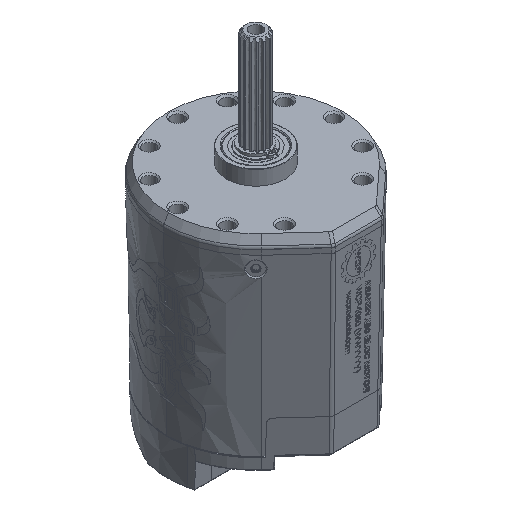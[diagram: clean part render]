
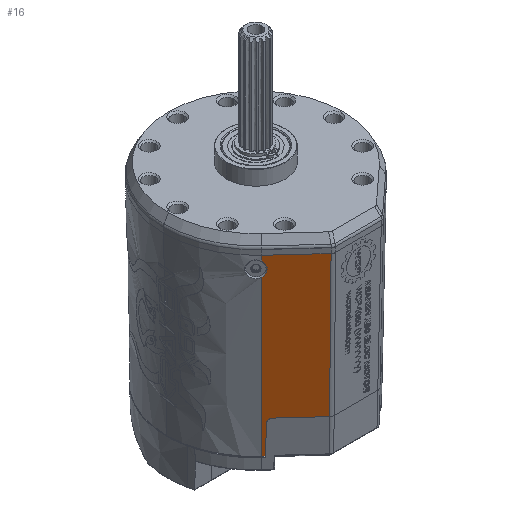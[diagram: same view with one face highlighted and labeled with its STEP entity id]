
A CAD part, isometric view. The second image highlights one B-rep face of the part: STEP entity #16.
In plain terms, the highlighted planar face has unit normal (-0.675, -0.737, -0.018).
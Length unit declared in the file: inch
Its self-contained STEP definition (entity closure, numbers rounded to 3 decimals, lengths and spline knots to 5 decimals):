
#16 = ADVANCED_FACE ( 'NONE', ( #68145 ), #136088, .T. ) ;
#1046 = ORIENTED_EDGE ( 'NONE', *, *, #69848, .T. ) ;
#1455 = CARTESIAN_POINT ( 'NONE',  ( -0.77636, -0.84725, -0.79689 ) ) ;
#1938 = CARTESIAN_POINT ( 'NONE',  ( -0.29838, -1.27498, -1.22996 ) ) ;
#4922 = VECTOR ( 'NONE', #57954, 39.37008 ) ;
#5553 = ORIENTED_EDGE ( 'NONE', *, *, #98486, .F. ) ;
#7777 = VERTEX_POINT ( 'NONE', #126154 ) ;
#8502 = CARTESIAN_POINT ( 'NONE',  ( -0.74339, -0.86759, -1.21393 ) ) ;
#9402 = VERTEX_POINT ( 'NONE', #78998 ) ;
#10131 = EDGE_CURVE ( 'NONE', #34923, #117925, #19659, .T. ) ;
#11196 = EDGE_CURVE ( 'NONE', #117925, #9402, #91602, .T. ) ;
#14048 = CARTESIAN_POINT ( 'NONE',  ( 0.05803, -1.62811, -0.10926 ) ) ;
#14477 = VERTEX_POINT ( 'NONE', #69408 ) ;
#14797 = LINE ( 'NONE', #14048, #19321 ) ;
#17601 = CARTESIAN_POINT ( 'NONE',  ( -0.3338, -1.29601, 1.02884 ) ) ;
#18217 = VERTEX_POINT ( 'NONE', #8502 ) ;
#19321 = VECTOR ( 'NONE', #103991, 39.37008 ) ;
#19659 =( BOUNDED_CURVE ( )  B_SPLINE_CURVE ( 3, ( #86275, #108365, #94435, #95148 ),
 .UNSPECIFIED., .F., .F. ) 
 B_SPLINE_CURVE_WITH_KNOTS ( ( 4, 4 ),
 ( 2.50263, 3.50514 ),
 .UNSPECIFIED. ) 
 CURVE ( )  GEOMETRIC_REPRESENTATION_ITEM ( )  RATIONAL_B_SPLINE_CURVE ( ( 1., 0.918, 0.918, 1. ) ) 
 REPRESENTATION_ITEM ( '' )  );
#21865 = VECTOR ( 'NONE', #60570, 39.37008 ) ;
#25744 = VECTOR ( 'NONE', #46460, 39.37008 ) ;
#27457 = DIRECTION ( 'NONE',  ( 0.737, -0.676, 0. ) ) ;
#27729 = ORIENTED_EDGE ( 'NONE', *, *, #120424, .F. ) ;
#27882 = VERTEX_POINT ( 'NONE', #104095 ) ;
#27971 = LINE ( 'NONE', #17601, #95836 ) ;
#28702 = DIRECTION ( 'NONE',  ( -0.007, -0.017, 1. ) ) ;
#31456 = CARTESIAN_POINT ( 'NONE',  ( -0.72427, -0.89499, -0.79687 ) ) ;
#34081 = CARTESIAN_POINT ( 'NONE',  ( -0.32141, -1.26414, -0.79689 ) ) ;
#34800 = ORIENTED_EDGE ( 'NONE', *, *, #10131, .F. ) ;
#34923 = VERTEX_POINT ( 'NONE', #92144 ) ;
#36016 = ORIENTED_EDGE ( 'NONE', *, *, #11196, .F. ) ;
#37695 = CARTESIAN_POINT ( 'NONE',  ( -0.79794, -0.8708, 1.03311 ) ) ;
#43258 = VECTOR ( 'NONE', #134188, 39.37008 ) ;
#46460 = DIRECTION ( 'NONE',  ( -0.737, 0.676, 0. ) ) ;
#46875 = LINE ( 'NONE', #69059, #4922 ) ;
#46928 = DIRECTION ( 'NONE',  ( -0.737, 0.676, 0. ) ) ;
#48128 = AXIS2_PLACEMENT_3D ( 'NONE', #128603, #104893, #27457 ) ;
#48261 = ORIENTED_EDGE ( 'NONE', *, *, #57697, .F. ) ;
#55851 = LINE ( 'NONE', #1938, #115963 ) ;
#57697 = EDGE_CURVE ( 'NONE', #119754, #133806, #46875, .T. ) ;
#57954 = DIRECTION ( 'NONE',  ( 0.737, -0.676, 0. ) ) ;
#60113 = CARTESIAN_POINT ( 'NONE',  ( -0.74098, -0.92297, 1.03176 ) ) ;
#60570 = DIRECTION ( 'NONE',  ( -0.012, -0.013, 1. ) ) ;
#60688 = EDGE_CURVE ( 'NONE', #14477, #18217, #14797, .T. ) ;
#61461 = EDGE_CURVE ( 'NONE', #62954, #34923, #93685, .T. ) ;
#62954 = VERTEX_POINT ( 'NONE', #142122 ) ;
#67302 = ORIENTED_EDGE ( 'NONE', *, *, #92854, .F. ) ;
#68145 = FACE_OUTER_BOUND ( 'NONE', #101816, .T. ) ;
#68626 = LINE ( 'NONE', #1455, #25744 ) ;
#69059 = CARTESIAN_POINT ( 'NONE',  ( -0.79794, -0.8708, 1.03311 ) ) ;
#69408 = CARTESIAN_POINT ( 'NONE',  ( -0.75502, -0.85655, -1.22996 ) ) ;
#69848 = EDGE_CURVE ( 'NONE', #124602, #133806, #27971, .T. ) ;
#77934 = CARTESIAN_POINT ( 'NONE',  ( -0.79794, -0.8708, 1.03311 ) ) ;
#78998 = CARTESIAN_POINT ( 'NONE',  ( -0.79718, -0.86997, 0.96831 ) ) ;
#80768 = LINE ( 'NONE', #60113, #43258 ) ;
#83497 = EDGE_CURVE ( 'NONE', #27882, #7777, #137940, .T. ) ;
#83589 = ORIENTED_EDGE ( 'NONE', *, *, #60688, .T. ) ;
#83694 = ORIENTED_EDGE ( 'NONE', *, *, #130532, .F. ) ;
#85331 = CARTESIAN_POINT ( 'NONE',  ( -0.74297, -0.87725, -0.82218 ) ) ;
#85565 = CARTESIAN_POINT ( 'NONE',  ( -0.75861, -0.90311, 0.87563 ) ) ;
#86275 = CARTESIAN_POINT ( 'NONE',  ( -0.79503, -0.86763, 0.78651 ) ) ;
#91602 =( BOUNDED_CURVE ( )  B_SPLINE_CURVE ( 3, ( #121638, #102847, #138431, #125865 ),
 .UNSPECIFIED., .F., .F. ) 
 B_SPLINE_CURVE_WITH_KNOTS ( ( 4, 4 ),
 ( 3.50514, 4.53957 ),
 .UNSPECIFIED. ) 
 CURVE ( )  GEOMETRIC_REPRESENTATION_ITEM ( )  RATIONAL_B_SPLINE_CURVE ( ( 1., 0.913, 0.913, 1. ) ) 
 REPRESENTATION_ITEM ( '' )  );
#92144 = CARTESIAN_POINT ( 'NONE',  ( -0.79503, -0.86763, 0.78651 ) ) ;
#92182 = VECTOR ( 'NONE', #117490, 39.37008 ) ;
#92854 = EDGE_CURVE ( 'NONE', #27882, #18217, #80768, .T. ) ;
#92916 = CARTESIAN_POINT ( 'NONE',  ( -0.33382, -1.29609, 1.03311 ) ) ;
#93685 = LINE ( 'NONE', #37695, #21865 ) ;
#94435 = CARTESIAN_POINT ( 'NONE',  ( -0.75861, -0.90223, 0.83837 ) ) ;
#95148 = CARTESIAN_POINT ( 'NONE',  ( -0.75861, -0.90311, 0.87563 ) ) ;
#95836 = VECTOR ( 'NONE', #28702, 39.37008 ) ;
#98486 = EDGE_CURVE ( 'NONE', #124602, #7777, #68626, .T. ) ;
#101816 = EDGE_LOOP ( 'NONE', ( #27729, #83589, #67302, #144284, #5553, #1046, #48261, #83694, #36016, #34800, #116721 ) ) ;
#102847 = CARTESIAN_POINT ( 'NONE',  ( -0.75861, -0.90403, 0.91418 ) ) ;
#103991 = DIRECTION ( 'NONE',  ( 0.513, -0.487, 0.707 ) ) ;
#104095 = CARTESIAN_POINT ( 'NONE',  ( -0.74301, -0.87636, -0.8583 ) ) ;
#104893 = DIRECTION ( 'NONE',  ( -0.675, -0.737, -0.017 ) ) ;
#108365 = CARTESIAN_POINT ( 'NONE',  ( -0.77183, -0.88935, 0.80601 ) ) ;
#109599 = CARTESIAN_POINT ( 'NONE',  ( -0.74301, -0.87636, -0.8583 ) ) ;
#115963 = VECTOR ( 'NONE', #46928, 39.37008 ) ;
#116045 = CARTESIAN_POINT ( 'NONE',  ( -0.79794, -0.8708, 1.03311 ) ) ;
#116721 = ORIENTED_EDGE ( 'NONE', *, *, #61461, .F. ) ;
#117490 = DIRECTION ( 'NONE',  ( -0.012, -0.013, 1. ) ) ;
#117925 = VERTEX_POINT ( 'NONE', #85565 ) ;
#119754 = VERTEX_POINT ( 'NONE', #77934 ) ;
#120424 = EDGE_CURVE ( 'NONE', #14477, #62954, #55851, .T. ) ;
#121638 = CARTESIAN_POINT ( 'NONE',  ( -0.75861, -0.90311, 0.87563 ) ) ;
#124602 = VERTEX_POINT ( 'NONE', #34081 ) ;
#125865 = CARTESIAN_POINT ( 'NONE',  ( -0.79718, -0.86997, 0.96831 ) ) ;
#126154 = CARTESIAN_POINT ( 'NONE',  ( -0.69763, -0.91936, -0.79689 ) ) ;
#127118 = LINE ( 'NONE', #116045, #92182 ) ;
#128603 = CARTESIAN_POINT ( 'NONE',  ( -0.79794, -0.8708, 1.03311 ) ) ;
#130409 = CARTESIAN_POINT ( 'NONE',  ( -0.69763, -0.91936, -0.79689 ) ) ;
#130532 = EDGE_CURVE ( 'NONE', #9402, #119754, #127118, .T. ) ;
#133806 = VERTEX_POINT ( 'NONE', #92916 ) ;
#134188 = DIRECTION ( 'NONE',  ( -0.001, 0.025, -1. ) ) ;
#136088 = PLANE ( 'NONE',  #48128 ) ;
#137940 =( BOUNDED_CURVE ( )  B_SPLINE_CURVE ( 3, ( #109599, #85331, #31456, #130409 ),
 .UNSPECIFIED., .F., .F. ) 
 B_SPLINE_CURVE_WITH_KNOTS ( ( 4, 4 ),
 ( 1.58825, 3.14222 ),
 .UNSPECIFIED. ) 
 CURVE ( )  GEOMETRIC_REPRESENTATION_ITEM ( )  RATIONAL_B_SPLINE_CURVE ( ( 1., 0.809, 0.809, 1. ) ) 
 REPRESENTATION_ITEM ( '' )  );
#138431 = CARTESIAN_POINT ( 'NONE',  ( -0.77269, -0.89192, 0.94803 ) ) ;
#142122 = CARTESIAN_POINT ( 'NONE',  ( -0.77125, -0.84168, -1.22996 ) ) ;
#144284 = ORIENTED_EDGE ( 'NONE', *, *, #83497, .T. ) ;
